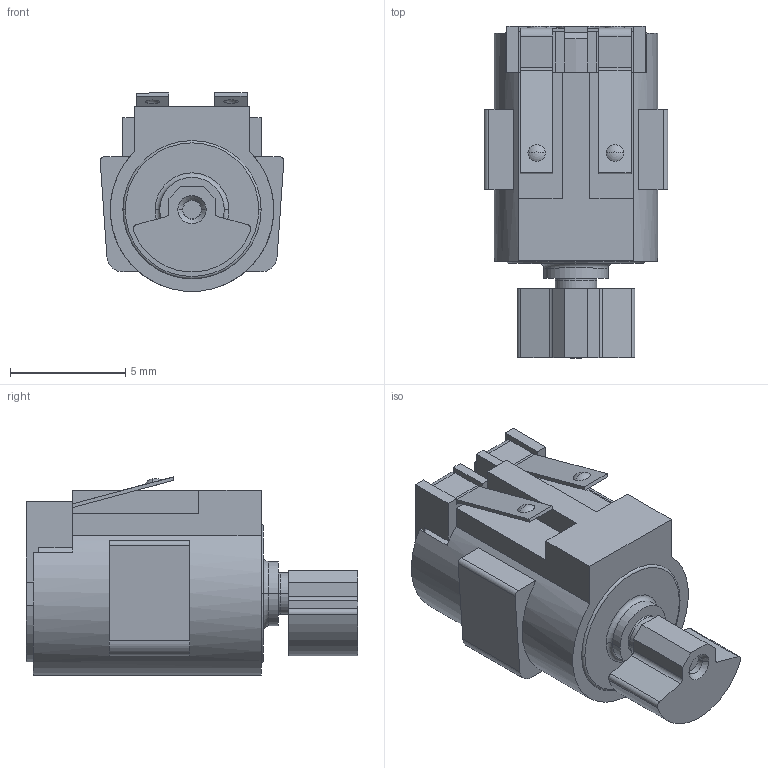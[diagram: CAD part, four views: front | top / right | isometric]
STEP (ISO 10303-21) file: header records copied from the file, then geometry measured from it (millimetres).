
FILE_DESCRIPTION((''),'2;1');
FILE_NAME('Z6SH1B0060711_ASM','2013-04-06T',('Administrator'),(''),'PRO/ENGINEER BY PARAMETRIC TECHNOLOGY CORPORATION, 2010100','PRO/ENGINEER BY PARAMETRIC TECHNOLOGY CORPORATION, 2010100','');
FILE_SCHEMA(('CONFIG_CONTROL_DESIGN'));
Length unit declared in the file: millimetre
Products named in the file (8): JK; DG; D1; D2; JA071; CP142-CP162; ZZ006; Z6SH1B0060711_ASM
Assembly tree (7 placements, depth 2):
  Z6SH1B0060711_ASM
    JK
    DG
    D1
    D2
    JA071
    CP142-CP162
    ZZ006
Bounding box: 7.97 x 14.4 x 8.61 mm (x, y, z)
Volume: 299.2 mm3; surface area: 1202.1 mm2
Topology: 8 solids, 8 shells, 299 faces, 754 edges, 474 vertices
Faces by surface type: plane 197, cylinder 86, sphere 8, torus 4, cone 4
Entity records: 9047 total; most frequent: DIRECTION 1578, CARTESIAN_POINT 1551, ORIENTED_EDGE 1492, EDGE_CURVE 746, VECTOR 530, LINE 530, AXIS2_PLACEMENT_3D 524, VERTEX_POINT 474
